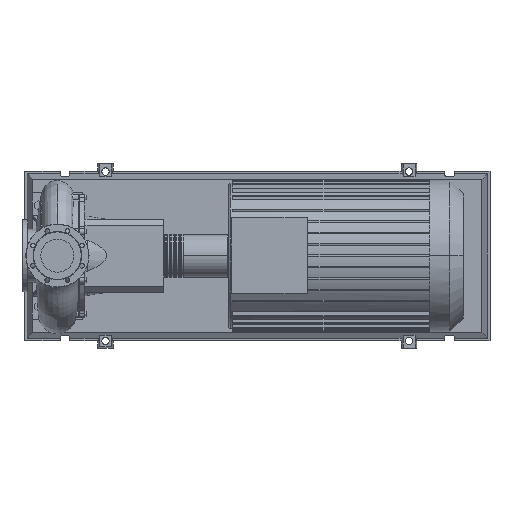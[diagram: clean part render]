
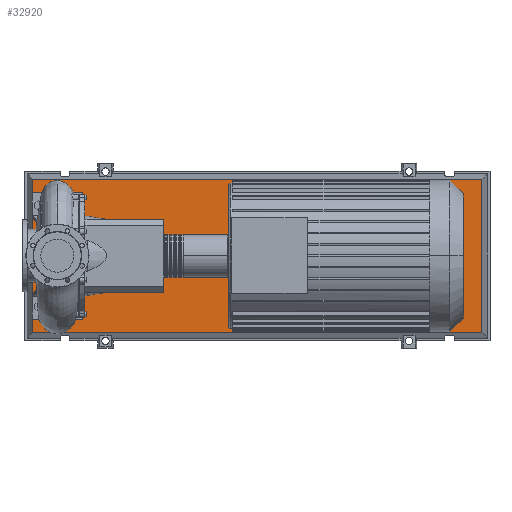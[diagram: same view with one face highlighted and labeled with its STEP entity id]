
A CAD part, top view. The second image highlights one B-rep face of the part: STEP entity #32920.
In plain terms, the highlighted planar face has unit normal (0, 0, 1).
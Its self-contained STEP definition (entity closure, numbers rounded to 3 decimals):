
#32601=CARTESIAN_POINT('',(1678.185,-303.185,123.0));
#32602=VERTEX_POINT('',#32601);
#32609=CARTESIAN_POINT('',(-98.185,-303.185,123.0));
#32610=VERTEX_POINT('',#32609);
#32611=CARTESIAN_POINT('',(1678.185,-303.185,123.0));
#32612=DIRECTION('',(-1.0,0.0,0.0));
#32613=VECTOR('',#32612,1776.37);
#32614=LINE('',#32611,#32613);
#32615=EDGE_CURVE('',#32602,#32610,#32614,.T.);
#32833=CARTESIAN_POINT('',(1678.185,303.185,123.0));
#32834=VERTEX_POINT('',#32833);
#32835=CARTESIAN_POINT('',(1678.185,303.185,123.0));
#32836=DIRECTION('',(0.0,-1.0,0.0));
#32837=VECTOR('',#32836,606.37);
#32838=LINE('',#32835,#32837);
#32839=EDGE_CURVE('',#32834,#32602,#32838,.T.);
#32857=CARTESIAN_POINT('',(-98.185,303.185,123.0));
#32858=VERTEX_POINT('',#32857);
#32859=CARTESIAN_POINT('',(-98.185,-303.185,123.0));
#32860=DIRECTION('',(0.0,1.0,0.0));
#32861=VECTOR('',#32860,606.37);
#32862=LINE('',#32859,#32861);
#32863=EDGE_CURVE('',#32610,#32858,#32862,.T.);
#32896=CARTESIAN_POINT('',(-98.185,303.185,123.0));
#32897=DIRECTION('',(1.0,0.0,0.0));
#32898=VECTOR('',#32897,1776.37);
#32899=LINE('',#32896,#32898);
#32900=EDGE_CURVE('',#32858,#32834,#32899,.T.);
#32909=CARTESIAN_POINT('',(790.,0.,123.0));
#32910=DIRECTION('',(0.0,0.0,1.0));
#32911=DIRECTION('',(1.0,0.0,0.0));
#32912=AXIS2_PLACEMENT_3D('',#32909,#32910,#32911);
#32913=PLANE('',#32912);
#32914=ORIENTED_EDGE('',*,*,#32839,.F.);
#32915=ORIENTED_EDGE('',*,*,#32900,.F.);
#32916=ORIENTED_EDGE('',*,*,#32863,.F.);
#32917=ORIENTED_EDGE('',*,*,#32615,.F.);
#32918=EDGE_LOOP('',(#32914,#32915,#32916,#32917));
#32919=FACE_OUTER_BOUND('',#32918,.T.);
#32920=ADVANCED_FACE('',(#32919),#32913,.T.);
